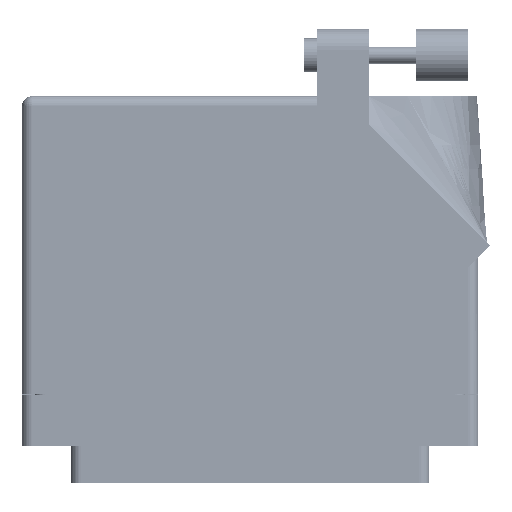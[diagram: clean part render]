
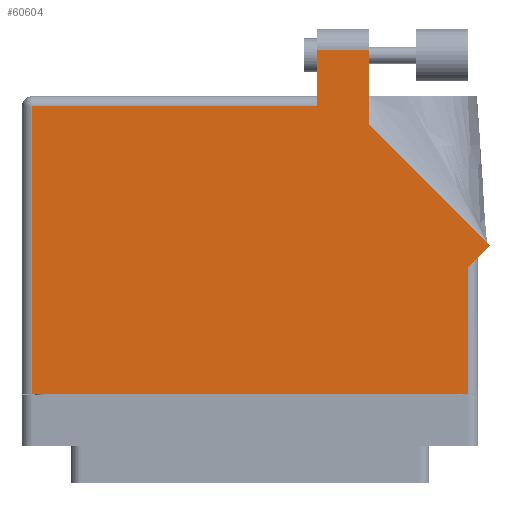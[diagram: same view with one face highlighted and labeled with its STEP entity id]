
A CAD part, front view. The second image highlights one B-rep face of the part: STEP entity #60604.
In plain terms, the highlighted face is planar.
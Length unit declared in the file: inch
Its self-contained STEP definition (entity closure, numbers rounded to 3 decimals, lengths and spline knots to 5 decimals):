
#217 = CARTESIAN_POINT ( 'NONE',  ( -1.359, -0.1, 0.617 ) ) ;
#1574 = LINE ( 'NONE', #32498, #32235 ) ;
#3717 = VECTOR ( 'NONE', #32063, 39.37008 ) ;
#3978 = EDGE_CURVE ( 'NONE', #22721, #57017, #6189, .T. ) ;
#5371 = CARTESIAN_POINT ( 'NONE',  ( 1.42971, 0.78571, 0.617 ) ) ;
#6189 = LINE ( 'NONE', #19908, #16407 ) ;
#7889 = CARTESIAN_POINT ( 'NONE',  ( 1.42971, 0.78571, 0.617 ) ) ;
#7910 = CARTESIAN_POINT ( 'NONE',  ( -1.297, -0.1, 0.617 ) ) ;
#9258 = VECTOR ( 'NONE', #33234, 39.37008 ) ;
#9855 = VERTEX_POINT ( 'NONE', #5371 ) ;
#12371 = EDGE_CURVE ( 'NONE', #45642, #65146, #31449, .T. ) ;
#13311 = VECTOR ( 'NONE', #25459, 39.37008 ) ;
#14359 = VERTEX_POINT ( 'NONE', #35708 ) ;
#15020 = EDGE_CURVE ( 'NONE', #9855, #47389, #36322, .T. ) ;
#16407 = VECTOR ( 'NONE', #57112, 39.37008 ) ;
#16726 = AXIS2_PLACEMENT_3D ( 'NONE', #24687, #40851, #19645 ) ;
#17195 = DIRECTION ( 'NONE',  ( -1., 0., 0. ) ) ;
#17723 = DIRECTION ( 'NONE',  ( 1., 0., 0. ) ) ;
#18181 = ORIENTED_EDGE ( 'NONE', *, *, #12371, .T. ) ;
#19018 = EDGE_CURVE ( 'NONE', #33526, #45642, #45333, .T. ) ;
#19645 = DIRECTION ( 'NONE',  ( -1., 0., 0. ) ) ;
#19908 = CARTESIAN_POINT ( 'NONE',  ( 0.399, 1.95, 0.617 ) ) ;
#22039 = LINE ( 'NONE', #32990, #9258 ) ;
#22721 = VERTEX_POINT ( 'NONE', #42421 ) ;
#24687 = CARTESIAN_POINT ( 'NONE',  ( -1.359, 1.675, 0.617 ) ) ;
#24689 = EDGE_CURVE ( 'NONE', #65146, #9855, #22039, .T. ) ;
#25459 = DIRECTION ( 'NONE',  ( 0., 1., 0. ) ) ;
#25696 = CARTESIAN_POINT ( 'NONE',  ( 0.706, 1.50942, 0.617 ) ) ;
#25866 = VERTEX_POINT ( 'NONE', #45084 ) ;
#26403 = ORIENTED_EDGE ( 'NONE', *, *, #24689, .T. ) ;
#28415 = EDGE_CURVE ( 'NONE', #47389, #22721, #35470, .T. ) ;
#28916 = LINE ( 'NONE', #7910, #35796 ) ;
#29967 = CARTESIAN_POINT ( 'NONE',  ( 0.399, 1.95, 0.617 ) ) ;
#30320 = DIRECTION ( 'NONE',  ( 0., -1., 0. ) ) ;
#30455 = EDGE_CURVE ( 'NONE', #14359, #33526, #28916, .T. ) ;
#31415 = ORIENTED_EDGE ( 'NONE', *, *, #60688, .T. ) ;
#31449 = LINE ( 'NONE', #32893, #50997 ) ;
#31831 = CARTESIAN_POINT ( 'NONE',  ( 0.399, 1.675, 0.617 ) ) ;
#32063 = DIRECTION ( 'NONE',  ( 0., -1., 0. ) ) ;
#32235 = VECTOR ( 'NONE', #17195, 39.37008 ) ;
#32498 = CARTESIAN_POINT ( 'NONE',  ( -1.359, 1.613, 0.617 ) ) ;
#32893 = CARTESIAN_POINT ( 'NONE',  ( 1.297, 0.715, 0.617 ) ) ;
#32990 = CARTESIAN_POINT ( 'NONE',  ( 1.359, 0.715, 0.617 ) ) ;
#33234 = DIRECTION ( 'NONE',  ( 0.707, 0.707, 0. ) ) ;
#33526 = VERTEX_POINT ( 'NONE', #69748 ) ;
#34205 = EDGE_CURVE ( 'NONE', #25866, #14359, #1574, .T. ) ;
#35283 = DIRECTION ( 'NONE',  ( -0.707, 0.707, 0. ) ) ;
#35470 = LINE ( 'NONE', #25696, #13311 ) ;
#35708 = CARTESIAN_POINT ( 'NONE',  ( -1.297, 1.613, 0.617 ) ) ;
#35796 = VECTOR ( 'NONE', #30320, 39.37008 ) ;
#36322 = LINE ( 'NONE', #7889, #66929 ) ;
#40851 = DIRECTION ( 'NONE',  ( 0., 0., -1. ) ) ;
#42421 = CARTESIAN_POINT ( 'NONE',  ( 0.706, 1.95, 0.617 ) ) ;
#45084 = CARTESIAN_POINT ( 'NONE',  ( 0.399, 1.613, 0.617 ) ) ;
#45333 = LINE ( 'NONE', #217, #56522 ) ;
#45642 = VERTEX_POINT ( 'NONE', #46090 ) ;
#45689 = ORIENTED_EDGE ( 'NONE', *, *, #28415, .T. ) ;
#46090 = CARTESIAN_POINT ( 'NONE',  ( 1.297, -0.1, 0.617 ) ) ;
#46641 = EDGE_LOOP ( 'NONE', ( #45689, #51867, #31415, #54439, #63976, #66089, #18181, #26403, #64715 ) ) ;
#46844 = PLANE ( 'NONE',  #16726 ) ;
#47389 = VERTEX_POINT ( 'NONE', #65634 ) ;
#49987 = DIRECTION ( 'NONE',  ( 0., 1., 0. ) ) ;
#50997 = VECTOR ( 'NONE', #49987, 39.37008 ) ;
#51867 = ORIENTED_EDGE ( 'NONE', *, *, #3978, .T. ) ;
#53972 = FACE_OUTER_BOUND ( 'NONE', #46641, .T. ) ;
#54439 = ORIENTED_EDGE ( 'NONE', *, *, #34205, .T. ) ;
#56522 = VECTOR ( 'NONE', #17723, 39.37008 ) ;
#57017 = VERTEX_POINT ( 'NONE', #29967 ) ;
#57112 = DIRECTION ( 'NONE',  ( -1., 0., 0. ) ) ;
#59152 = CARTESIAN_POINT ( 'NONE',  ( 1.297, 0.653, 0.617 ) ) ;
#60604 = ADVANCED_FACE ( 'NONE', ( #53972 ), #46844, .F. ) ;
#60688 = EDGE_CURVE ( 'NONE', #57017, #25866, #63300, .T. ) ;
#63300 = LINE ( 'NONE', #31831, #3717 ) ;
#63976 = ORIENTED_EDGE ( 'NONE', *, *, #30455, .T. ) ;
#64715 = ORIENTED_EDGE ( 'NONE', *, *, #15020, .T. ) ;
#65146 = VERTEX_POINT ( 'NONE', #59152 ) ;
#65634 = CARTESIAN_POINT ( 'NONE',  ( 0.706, 1.50942, 0.617 ) ) ;
#66089 = ORIENTED_EDGE ( 'NONE', *, *, #19018, .T. ) ;
#66929 = VECTOR ( 'NONE', #35283, 39.37008 ) ;
#69748 = CARTESIAN_POINT ( 'NONE',  ( -1.297, -0.1, 0.617 ) ) ;
